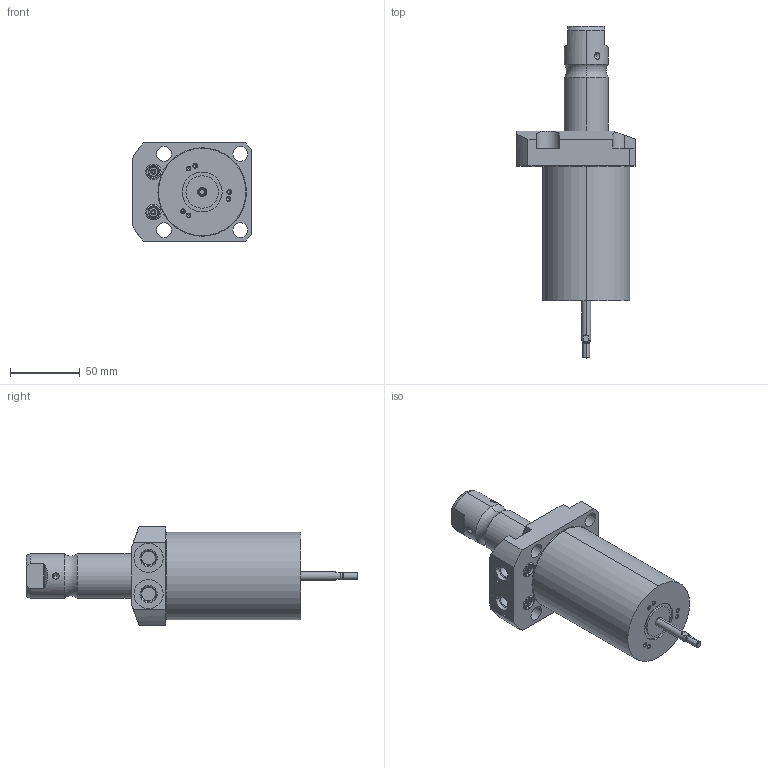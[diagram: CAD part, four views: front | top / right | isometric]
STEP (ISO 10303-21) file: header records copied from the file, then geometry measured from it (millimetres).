
FILE_DESCRIPTION((''),'2;1');
FILE_NAME('ILC14061805PR','2018-06-03T',('jdw'),(''),'PRO/ENGINEER BY PARAMETRIC TECHNOLOGY CORPORATION, 2013320','PRO/ENGINEER BY PARAMETRIC TECHNOLOGY CORPORATION, 2013320','');
FILE_SCHEMA(('AUTOMOTIVE_DESIGN { 1 0 10303 214 1 1 1 1 }'));
Length unit declared in the file: inch
Products named in the file (1): ILC14061805PR
Bounding box: 85.5 x 238.53 x 70.87 mm (x, y, z)
Volume: 477905.6 mm3; surface area: 50691.8 mm2
Topology: 3 solids, 10 shells, 195 faces, 479 edges, 296 vertices
Faces by surface type: cylinder 80, plane 51, cone 50, torus 14
Entity records: 7638 total; most frequent: CARTESIAN_POINT 1199, DIRECTION 1027, ORIENTED_EDGE 888, PRESENTATION_STYLE_ASSIGNMENT 490, STYLED_ITEM 469, CURVE_STYLE 459, EDGE_CURVE 459, AXIS2_PLACEMENT_3D 414
